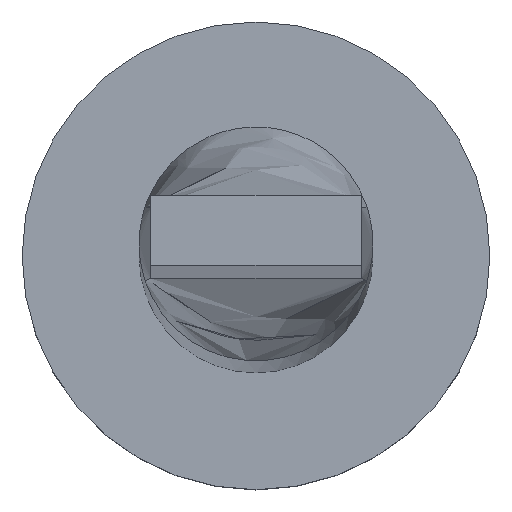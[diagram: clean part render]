
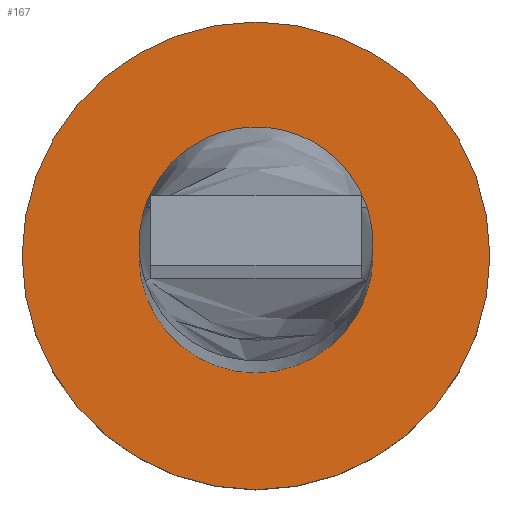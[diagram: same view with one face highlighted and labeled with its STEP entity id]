
A CAD part, top view. The second image highlights one B-rep face of the part: STEP entity #167.
In plain terms, the highlighted planar face has unit normal (0, 0, 1).
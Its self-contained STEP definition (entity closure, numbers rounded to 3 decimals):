
#2 = DIRECTION ( 'NONE',  ( 1., 0., 0. ) ) ;
#23 = VERTEX_POINT ( 'NONE', #440 ) ;
#84 = CIRCLE ( 'NONE', #157, 2.5 ) ;
#86 = AXIS2_PLACEMENT_3D ( 'NONE', #311, #252, #123 ) ;
#104 = DIRECTION ( 'NONE',  ( 0., 0., 1. ) ) ;
#122 = VERTEX_POINT ( 'NONE', #169 ) ;
#123 = DIRECTION ( 'NONE',  ( 1., 0., 0. ) ) ;
#126 = DIRECTION ( 'NONE',  ( 0., 0., 1. ) ) ;
#130 = EDGE_CURVE ( 'NONE', #122, #462, #483, .T. ) ;
#143 = ORIENTED_EDGE ( 'NONE', *, *, #533, .F. ) ;
#155 = CARTESIAN_POINT ( 'NONE',  ( 0., 0., 3. ) ) ;
#157 = AXIS2_PLACEMENT_3D ( 'NONE', #155, #104, #219 ) ;
#167 = ADVANCED_FACE ( 'NONE', ( #179, #469 ), #464, .T. ) ;
#169 = CARTESIAN_POINT ( 'NONE',  ( 5., 0., 3. ) ) ;
#179 = FACE_BOUND ( 'NONE', #373, .T. ) ;
#187 = EDGE_CURVE ( 'NONE', #23, #218, #84, .T. ) ;
#197 = CARTESIAN_POINT ( 'NONE',  ( -5., 0., 3. ) ) ;
#200 = DIRECTION ( 'NONE',  ( 0., 0., 1. ) ) ;
#202 = EDGE_LOOP ( 'NONE', ( #209, #573 ) ) ;
#206 = AXIS2_PLACEMENT_3D ( 'NONE', #548, #200, #2 ) ;
#208 = CARTESIAN_POINT ( 'NONE',  ( 0., 0., 3. ) ) ;
#209 = ORIENTED_EDGE ( 'NONE', *, *, #516, .T. ) ;
#218 = VERTEX_POINT ( 'NONE', #460 ) ;
#219 = DIRECTION ( 'NONE',  ( 1., 0., 0. ) ) ;
#252 = DIRECTION ( 'NONE',  ( 0., 0., 1. ) ) ;
#265 = CARTESIAN_POINT ( 'NONE',  ( 0., 0., 3. ) ) ;
#296 = DIRECTION ( 'NONE',  ( 0., 0., 1. ) ) ;
#309 = ORIENTED_EDGE ( 'NONE', *, *, #187, .F. ) ;
#311 = CARTESIAN_POINT ( 'NONE',  ( 0., 0., 3. ) ) ;
#312 = CIRCLE ( 'NONE', #495, 2.5 ) ;
#346 = CIRCLE ( 'NONE', #86, 5. ) ;
#373 = EDGE_LOOP ( 'NONE', ( #309, #143 ) ) ;
#422 = DIRECTION ( 'NONE',  ( 1., 0., 0. ) ) ;
#440 = CARTESIAN_POINT ( 'NONE',  ( -2.5, 0., 3. ) ) ;
#460 = CARTESIAN_POINT ( 'NONE',  ( 2.5, 0., 3. ) ) ;
#462 = VERTEX_POINT ( 'NONE', #197 ) ;
#464 = PLANE ( 'NONE',  #206 ) ;
#469 = FACE_OUTER_BOUND ( 'NONE', #202, .T. ) ;
#483 = CIRCLE ( 'NONE', #503, 5. ) ;
#485 = DIRECTION ( 'NONE',  ( 1., 0., 0. ) ) ;
#495 = AXIS2_PLACEMENT_3D ( 'NONE', #208, #296, #422 ) ;
#503 = AXIS2_PLACEMENT_3D ( 'NONE', #265, #126, #485 ) ;
#516 = EDGE_CURVE ( 'NONE', #462, #122, #346, .T. ) ;
#533 = EDGE_CURVE ( 'NONE', #218, #23, #312, .T. ) ;
#548 = CARTESIAN_POINT ( 'NONE',  ( 0., 0., 3. ) ) ;
#573 = ORIENTED_EDGE ( 'NONE', *, *, #130, .T. ) ;
